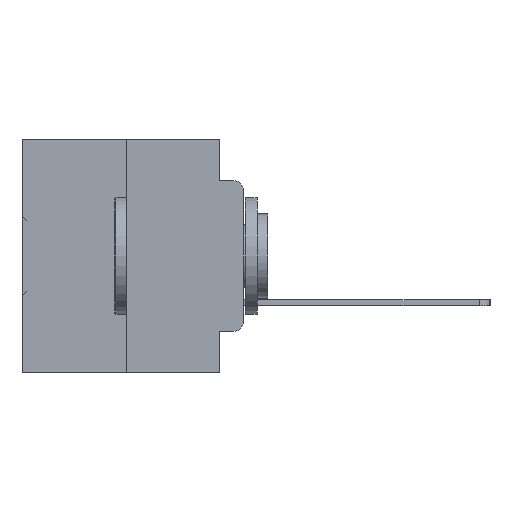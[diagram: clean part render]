
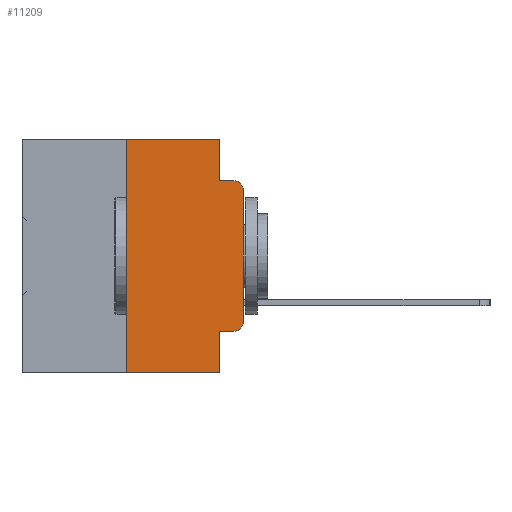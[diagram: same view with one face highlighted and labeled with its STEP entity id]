
A CAD part, left-side view. The second image highlights one B-rep face of the part: STEP entity #11209.
In plain terms, the highlighted planar face has unit normal (-1, 0, 0).
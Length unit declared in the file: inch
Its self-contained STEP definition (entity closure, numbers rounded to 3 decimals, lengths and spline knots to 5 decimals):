
#780 = EDGE_CURVE ( 'NONE', #6147, #7192, #26953, .T. ) ;
#1066 = EDGE_CURVE ( 'NONE', #16869, #11880, #16513, .T. ) ;
#1300 = EDGE_CURVE ( 'NONE', #34158, #27123, #32954, .T. ) ;
#1928 = EDGE_LOOP ( 'NONE', ( #21048, #22757, #8915, #9842, #31872, #18051, #14336, #7784, #2846, #26027 ) ) ;
#2708 = EDGE_CURVE ( 'NONE', #14731, #6147, #25115, .T. ) ;
#2846 = ORIENTED_EDGE ( 'NONE', *, *, #20286, .T. ) ;
#3021 = DIRECTION ( 'NONE',  ( 0., -1., 0. ) ) ;
#4530 = DIRECTION ( 'NONE',  ( 0., -1., 0. ) ) ;
#4801 = VECTOR ( 'NONE', #9108, 39.37008 ) ;
#6147 = VERTEX_POINT ( 'NONE', #29440 ) ;
#7192 = VERTEX_POINT ( 'NONE', #33469 ) ;
#7448 = CARTESIAN_POINT ( 'NONE',  ( 0., 0.051, -0.5 ) ) ;
#7784 = ORIENTED_EDGE ( 'NONE', *, *, #25880, .F. ) ;
#7843 = CARTESIAN_POINT ( 'NONE',  ( 0., 0.02, -0.3915 ) ) ;
#8460 = VECTOR ( 'NONE', #4530, 39.37008 ) ;
#8915 = ORIENTED_EDGE ( 'NONE', *, *, #35071, .F. ) ;
#9108 = DIRECTION ( 'NONE',  ( 0., 0., 1. ) ) ;
#9503 = CARTESIAN_POINT ( 'NONE',  ( 0., 0.051, -0.0885 ) ) ;
#9645 = VECTOR ( 'NONE', #3021, 39.37008 ) ;
#9842 = ORIENTED_EDGE ( 'NONE', *, *, #31399, .F. ) ;
#10094 = VECTOR ( 'NONE', #31756, 39.37008 ) ;
#10281 = CARTESIAN_POINT ( 'NONE',  ( 0., 0.02, -0.4115 ) ) ;
#10719 = DIRECTION ( 'NONE',  ( 0., 0., -1. ) ) ;
#10888 = AXIS2_PLACEMENT_3D ( 'NONE', #13250, #32506, #16001 ) ;
#11209 = ADVANCED_FACE ( 'NONE', ( #33996 ), #15408, .F. ) ;
#11874 = VERTEX_POINT ( 'NONE', #10281 ) ;
#11880 = VERTEX_POINT ( 'NONE', #24048 ) ;
#12368 = LINE ( 'NONE', #25723, #4801 ) ;
#12647 = CARTESIAN_POINT ( 'NONE',  ( 0., 0.473, 0. ) ) ;
#12723 = VECTOR ( 'NONE', #30714, 39.37008 ) ;
#13250 = CARTESIAN_POINT ( 'NONE',  ( 0., 0.02, -0.1085 ) ) ;
#14120 = LINE ( 'NONE', #30282, #27972 ) ;
#14275 = CARTESIAN_POINT ( 'NONE',  ( 0., 0.473, 0. ) ) ;
#14336 = ORIENTED_EDGE ( 'NONE', *, *, #1300, .T. ) ;
#14421 = DIRECTION ( 'NONE',  ( 0., -1., 0. ) ) ;
#14661 = CARTESIAN_POINT ( 'NONE',  ( 0., 0.25, 0. ) ) ;
#14731 = VERTEX_POINT ( 'NONE', #24416 ) ;
#15143 = LINE ( 'NONE', #33685, #28999 ) ;
#15408 = PLANE ( 'NONE',  #22611 ) ;
#15470 = CARTESIAN_POINT ( 'NONE',  ( 0., 0.25, -0.5 ) ) ;
#15755 = CARTESIAN_POINT ( 'NONE',  ( 0., 0., 0. ) ) ;
#16001 = DIRECTION ( 'NONE',  ( 0., 0., -1. ) ) ;
#16513 = LINE ( 'NONE', #14275, #9645 ) ;
#16607 = EDGE_CURVE ( 'NONE', #11874, #14731, #33348, .T. ) ;
#16736 = LINE ( 'NONE', #18513, #8460 ) ;
#16869 = VERTEX_POINT ( 'NONE', #14661 ) ;
#18051 = ORIENTED_EDGE ( 'NONE', *, *, #27764, .F. ) ;
#18167 = DIRECTION ( 'NONE',  ( 0., 0., -1. ) ) ;
#18407 = DIRECTION ( 'NONE',  ( 0., 0., 1. ) ) ;
#18513 = CARTESIAN_POINT ( 'NONE',  ( 0., 0.051, -0.4115 ) ) ;
#19272 = DIRECTION ( 'NONE',  ( 0., 0., -1. ) ) ;
#20286 = EDGE_CURVE ( 'NONE', #33583, #11874, #16736, .T. ) ;
#21048 = ORIENTED_EDGE ( 'NONE', *, *, #2708, .T. ) ;
#22611 = AXIS2_PLACEMENT_3D ( 'NONE', #12647, #34664, #18167 ) ;
#22757 = ORIENTED_EDGE ( 'NONE', *, *, #780, .T. ) ;
#24048 = CARTESIAN_POINT ( 'NONE',  ( 0., 0.051, 0. ) ) ;
#24416 = CARTESIAN_POINT ( 'NONE',  ( 0., 0., -0.3915 ) ) ;
#24990 = VERTEX_POINT ( 'NONE', #9503 ) ;
#25115 = LINE ( 'NONE', #15755, #31565 ) ;
#25723 = CARTESIAN_POINT ( 'NONE',  ( 0., 0.25, 0. ) ) ;
#25880 = EDGE_CURVE ( 'NONE', #33583, #27123, #34679, .T. ) ;
#26027 = ORIENTED_EDGE ( 'NONE', *, *, #16607, .T. ) ;
#26953 = CIRCLE ( 'NONE', #10888, 0.02 ) ;
#27123 = VERTEX_POINT ( 'NONE', #7448 ) ;
#27274 = DIRECTION ( 'NONE',  ( -1., 0., 0. ) ) ;
#27764 = EDGE_CURVE ( 'NONE', #34158, #16869, #12368, .T. ) ;
#27972 = VECTOR ( 'NONE', #19272, 39.37008 ) ;
#27982 = CARTESIAN_POINT ( 'NONE',  ( 0., 0.051, 0. ) ) ;
#28999 = VECTOR ( 'NONE', #14421, 39.37008 ) ;
#29036 = CARTESIAN_POINT ( 'NONE',  ( 0., 0.473, -0.5 ) ) ;
#29174 = CARTESIAN_POINT ( 'NONE',  ( 0., 0.051, -0.4115 ) ) ;
#29440 = CARTESIAN_POINT ( 'NONE',  ( 0., 0., -0.1085 ) ) ;
#30282 = CARTESIAN_POINT ( 'NONE',  ( 0., 0.051, 0. ) ) ;
#30714 = DIRECTION ( 'NONE',  ( 0., 0., -1. ) ) ;
#31107 = AXIS2_PLACEMENT_3D ( 'NONE', #7843, #27274, #10719 ) ;
#31399 = EDGE_CURVE ( 'NONE', #11880, #24990, #14120, .T. ) ;
#31565 = VECTOR ( 'NONE', #18407, 39.37008 ) ;
#31756 = DIRECTION ( 'NONE',  ( 0., -1., 0. ) ) ;
#31872 = ORIENTED_EDGE ( 'NONE', *, *, #1066, .F. ) ;
#32506 = DIRECTION ( 'NONE',  ( -1., 0., 0. ) ) ;
#32954 = LINE ( 'NONE', #29036, #10094 ) ;
#33348 = CIRCLE ( 'NONE', #31107, 0.02 ) ;
#33469 = CARTESIAN_POINT ( 'NONE',  ( 0., 0.02, -0.0885 ) ) ;
#33583 = VERTEX_POINT ( 'NONE', #29174 ) ;
#33685 = CARTESIAN_POINT ( 'NONE',  ( 0., 0.051, -0.0885 ) ) ;
#33996 = FACE_OUTER_BOUND ( 'NONE', #1928, .T. ) ;
#34158 = VERTEX_POINT ( 'NONE', #15470 ) ;
#34664 = DIRECTION ( 'NONE',  ( 1., 0., 0. ) ) ;
#34679 = LINE ( 'NONE', #27982, #12723 ) ;
#35071 = EDGE_CURVE ( 'NONE', #24990, #7192, #15143, .T. ) ;
